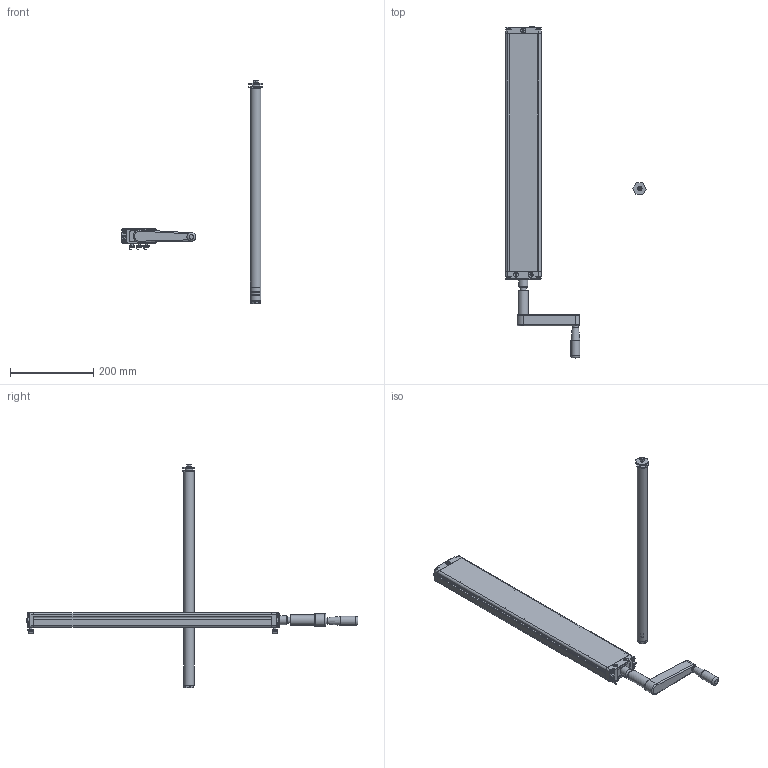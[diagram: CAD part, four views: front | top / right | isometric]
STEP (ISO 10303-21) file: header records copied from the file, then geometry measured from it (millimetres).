
FILE_DESCRIPTION(/* description */ ('Hydrauliksystem LB 400 W - 1 - manuell'),/* implementation_level */ '2;1');
FILE_NAME(/* name */ '270132-1.stp',/* time_stamp */ '2019-10-15T11:47:01+02:00',/* author */ ('Metz'),/* organization */ (''),/* preprocessor_version */ 'ST-DEVELOPER v17.2',/* originating_system */ 'Autodesk Inventor 2019',/* authorisation */ '');
FILE_SCHEMA (('AUTOMOTIVE_DESIGN { 1 0 10303 214 3 1 1 }'));
Length unit declared in the file: millimetre
Products named in the file (24): leer; leer_1; leer_2; leer_3; leer_4; leer_5; leer_6; leer_7; leer_8; leer_9; leer_10; leer_11; leer_12; leer_13; leer_14; leer_15; leer_16; leer_17; leer_18; leer_19; leer_20; leer_21; leer_22; 21-1351-2FZ.005
Assembly tree (31 placements, depth 4):
  leer
    leer_1
      leer_2
      leer_3
        leer_4  x4
        leer_5
        leer_6
      leer_7
        leer_8
        leer_9  x4
        leer_10
        leer_11
        leer_12
    leer_13
      leer_14
      leer_15
      leer_16
        leer_17
        leer_18
        leer_19
    leer_20
    leer_21  x3
      leer_22
      21-1351-2FZ.005
Bounding box: 337.84 x 796.25 x 534.97 mm (x, y, z)
Volume: 769182.1 mm3; surface area: 466197.9 mm2
Topology: 27 solids, 27 shells, 1177 faces, 2820 edges, 1687 vertices
Faces by surface type: plane 442, cylinder 308, cone 255, bspline 104, torus 60, sphere 8
Full cylindrical faces by diameter (mm): 3.1 x1, 3.242 x1, 3.5 x1, 4.1 x2, 4.2 x1, 5 x8, 5.8 x8, 6 x6, 6.647 x1, 6.8 x3, 6.917 x1, 8 x2, 8.376 x1, 9 x1, 9.8 x8, 10 x2, 11.34 x3, 13 x1, 13.9 x2, 14 x3, 15 x1, 16 x1, 17.3 x1, 17.5 x2, 18 x2, 19 x2, 20.8 x3, 21 x1, 21.5 x1, 22 x1
Entity records: 20966 total; most frequent: CARTESIAN_POINT 4438, DIRECTION 3454, ORIENTED_EDGE 3084, EDGE_CURVE 1542, AXIS2_PLACEMENT_3D 1349, VERTEX_POINT 979, LINE 756, VECTOR 756
